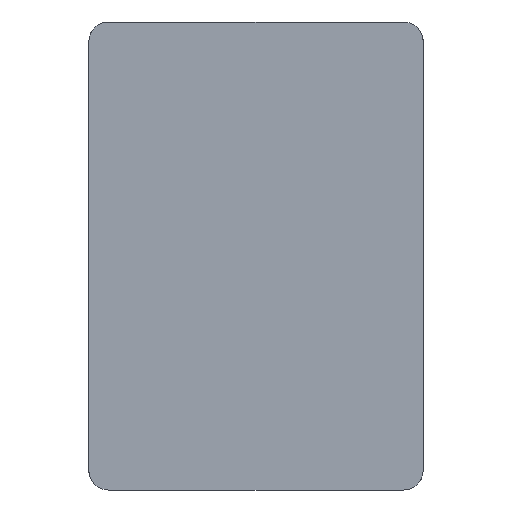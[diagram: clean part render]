
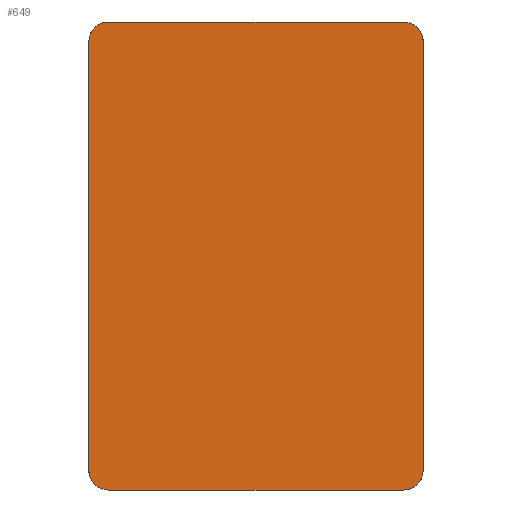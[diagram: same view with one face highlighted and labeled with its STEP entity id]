
A CAD part, left-side view. The second image highlights one B-rep face of the part: STEP entity #649.
In plain terms, the highlighted planar face has unit normal (-1, 0, 0).
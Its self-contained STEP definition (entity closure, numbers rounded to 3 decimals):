
#561=CARTESIAN_POINT('Line Origine',(0.,45.,20.048)) ;
#565=CARTESIAN_POINT('Vertex',(0.,120.,20.048)) ;
#567=CARTESIAN_POINT('Vertex',(0.,-30.,20.048)) ;
#587=CARTESIAN_POINT('Axis2P3D Location',(0.,0.,0.)) ;
#592=CARTESIAN_POINT('Axis2P3D Location',(0.,120.,10.048)) ;
#596=CARTESIAN_POINT('Vertex',(0.,130.,10.048)) ;
#599=CARTESIAN_POINT('Line Origine',(0.,130.,-98.952)) ;
#603=CARTESIAN_POINT('Vertex',(0.,130.,-207.952)) ;
#606=CARTESIAN_POINT('Axis2P3D Location',(0.,120.,-207.952)) ;
#610=CARTESIAN_POINT('Vertex',(0.,120.,-217.952)) ;
#613=CARTESIAN_POINT('Line Origine',(0.,45.,-217.952)) ;
#617=CARTESIAN_POINT('Vertex',(0.,-30.,-217.952)) ;
#620=CARTESIAN_POINT('Axis2P3D Location',(0.,-30.,-207.952)) ;
#624=CARTESIAN_POINT('Vertex',(0.,-40.,-207.952)) ;
#627=CARTESIAN_POINT('Line Origine',(0.,-40.,-98.952)) ;
#631=CARTESIAN_POINT('Vertex',(0.,-40.,10.048)) ;
#634=CARTESIAN_POINT('Axis2P3D Location',(0.,-30.,10.048)) ;
#562=DIRECTION('Vector Direction',(0.,1.,0.)) ;
#588=DIRECTION('Axis2P3D Direction',(1.,0.,0.)) ;
#589=DIRECTION('Axis2P3D XDirection',(0.,1.,0.)) ;
#593=DIRECTION('Axis2P3D Direction',(1.,0.,0.)) ;
#600=DIRECTION('Vector Direction',(0.,0.,1.)) ;
#607=DIRECTION('Axis2P3D Direction',(1.,0.,0.)) ;
#614=DIRECTION('Vector Direction',(0.,-1.,0.)) ;
#621=DIRECTION('Axis2P3D Direction',(1.,0.,0.)) ;
#628=DIRECTION('Vector Direction',(0.,0.,-1.)) ;
#635=DIRECTION('Axis2P3D Direction',(1.,0.,0.)) ;
#590=AXIS2_PLACEMENT_3D('Plane Axis2P3D',#587,#588,#589) ;
#594=AXIS2_PLACEMENT_3D('Circle Axis2P3D',#592,#593,$) ;
#608=AXIS2_PLACEMENT_3D('Circle Axis2P3D',#606,#607,$) ;
#622=AXIS2_PLACEMENT_3D('Circle Axis2P3D',#620,#621,$) ;
#636=AXIS2_PLACEMENT_3D('Circle Axis2P3D',#634,#635,$) ;
#640=ORIENTED_EDGE('',*,*,#569,.F.) ;
#641=ORIENTED_EDGE('',*,*,#598,.F.) ;
#642=ORIENTED_EDGE('',*,*,#605,.F.) ;
#643=ORIENTED_EDGE('',*,*,#612,.F.) ;
#644=ORIENTED_EDGE('',*,*,#619,.F.) ;
#645=ORIENTED_EDGE('',*,*,#626,.F.) ;
#646=ORIENTED_EDGE('',*,*,#633,.F.) ;
#647=ORIENTED_EDGE('',*,*,#638,.F.) ;
#563=VECTOR('Line Direction',#562,1.) ;
#601=VECTOR('Line Direction',#600,1.) ;
#615=VECTOR('Line Direction',#614,1.) ;
#629=VECTOR('Line Direction',#628,1.) ;
#649=ADVANCED_FACE('Corps principal',(#648),#591,.F.) ;
#595=CIRCLE('generated circle',#594,10.) ;
#609=CIRCLE('generated circle',#608,10.) ;
#623=CIRCLE('generated circle',#622,10.) ;
#637=CIRCLE('generated circle',#636,10.) ;
#569=EDGE_CURVE('',#566,#568,#564,.F.) ;
#598=EDGE_CURVE('',#597,#566,#595,.T.) ;
#605=EDGE_CURVE('',#604,#597,#602,.T.) ;
#612=EDGE_CURVE('',#611,#604,#609,.T.) ;
#619=EDGE_CURVE('',#618,#611,#616,.F.) ;
#626=EDGE_CURVE('',#625,#618,#623,.T.) ;
#633=EDGE_CURVE('',#632,#625,#630,.T.) ;
#638=EDGE_CURVE('',#568,#632,#637,.T.) ;
#639=EDGE_LOOP('',(#640,#641,#642,#643,#644,#645,#646,#647)) ;
#648=FACE_OUTER_BOUND('',#639,.T.) ;
#564=LINE('Line',#561,#563) ;
#602=LINE('Line',#599,#601) ;
#616=LINE('Line',#613,#615) ;
#630=LINE('Line',#627,#629) ;
#591=PLANE('Plane',#590) ;
#566=VERTEX_POINT('',#565) ;
#568=VERTEX_POINT('',#567) ;
#597=VERTEX_POINT('',#596) ;
#604=VERTEX_POINT('',#603) ;
#611=VERTEX_POINT('',#610) ;
#618=VERTEX_POINT('',#617) ;
#625=VERTEX_POINT('',#624) ;
#632=VERTEX_POINT('',#631) ;
